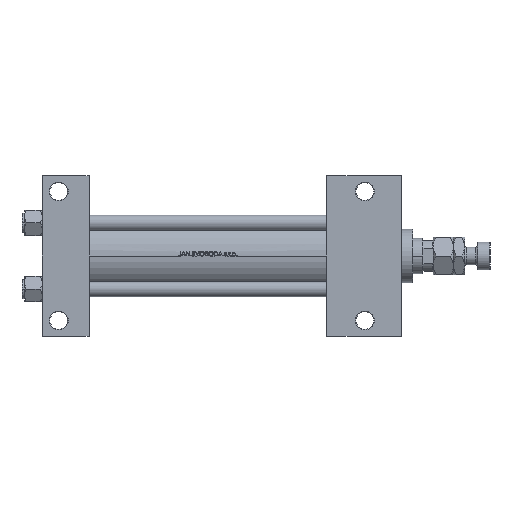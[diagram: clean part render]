
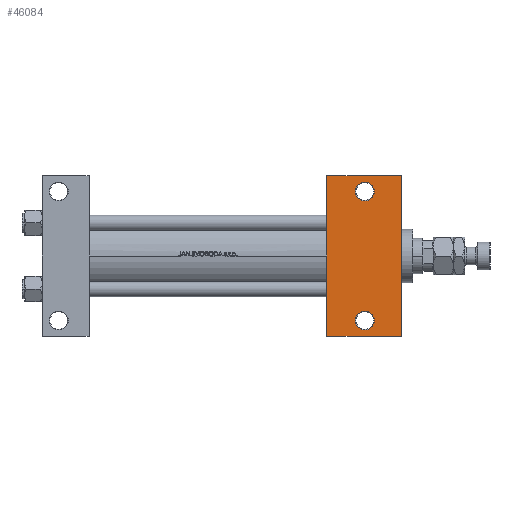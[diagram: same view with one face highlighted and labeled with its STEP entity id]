
A CAD part, front view. The second image highlights one B-rep face of the part: STEP entity #46084.
In plain terms, the highlighted face is planar.
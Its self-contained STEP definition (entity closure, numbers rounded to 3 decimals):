
#1047 = DIRECTION ( 'NONE',  ( 0., 0., 1. ) ) ;
#1097 = VECTOR ( 'NONE', #50795, 1000. ) ;
#1283 = CARTESIAN_POINT ( 'NONE',  ( 284., -63.5, -37.5 ) ) ;
#1552 = CARTESIAN_POINT ( 'NONE',  ( 255., 51., -37.5 ) ) ;
#4860 = DIRECTION ( 'NONE',  ( 0., -1., 0. ) ) ;
#5066 = AXIS2_PLACEMENT_3D ( 'NONE', #6819, #41717, #40954 ) ;
#5140 = CIRCLE ( 'NONE', #50284, 7.5 ) ;
#5243 = VERTEX_POINT ( 'NONE', #34339 ) ;
#6164 = EDGE_LOOP ( 'NONE', ( #35923, #37053, #17649, #35316 ) ) ;
#6167 = DIRECTION ( 'NONE',  ( 0., 0., 1. ) ) ;
#6788 = VERTEX_POINT ( 'NONE', #33730 ) ;
#6819 = CARTESIAN_POINT ( 'NONE',  ( 255., -51., -37.5 ) ) ;
#8037 = EDGE_CURVE ( 'NONE', #45927, #36186, #19470, .T. ) ;
#8753 = CARTESIAN_POINT ( 'NONE',  ( 225., -63.5, -37.5 ) ) ;
#9163 = ORIENTED_EDGE ( 'NONE', *, *, #26690, .T. ) ;
#9448 = ORIENTED_EDGE ( 'NONE', *, *, #49948, .T. ) ;
#9777 = CARTESIAN_POINT ( 'NONE',  ( 262.5, 51., -37.5 ) ) ;
#9985 = CARTESIAN_POINT ( 'NONE',  ( 247.5, -51., -37.5 ) ) ;
#10061 = EDGE_CURVE ( 'NONE', #6788, #5243, #40007, .T. ) ;
#10180 = VERTEX_POINT ( 'NONE', #9985 ) ;
#11450 = AXIS2_PLACEMENT_3D ( 'NONE', #43722, #16019, #12663 ) ;
#12663 = DIRECTION ( 'NONE',  ( -1., 0., 0. ) ) ;
#12865 = LINE ( 'NONE', #8753, #41417 ) ;
#12909 = FACE_OUTER_BOUND ( 'NONE', #6164, .T. ) ;
#13091 = CARTESIAN_POINT ( 'NONE',  ( 255., 51., -37.5 ) ) ;
#14874 = CIRCLE ( 'NONE', #19789, 7.5 ) ;
#16019 = DIRECTION ( 'NONE',  ( 0., 0., -1. ) ) ;
#16357 = CARTESIAN_POINT ( 'NONE',  ( 225., 63.5, -37.5 ) ) ;
#16566 = ORIENTED_EDGE ( 'NONE', *, *, #29306, .T. ) ;
#16629 = EDGE_LOOP ( 'NONE', ( #16566, #9163 ) ) ;
#17642 = EDGE_LOOP ( 'NONE', ( #29157, #9448 ) ) ;
#17649 = ORIENTED_EDGE ( 'NONE', *, *, #8037, .T. ) ;
#18133 = VECTOR ( 'NONE', #50038, 1000. ) ;
#19470 = LINE ( 'NONE', #50546, #18133 ) ;
#19789 = AXIS2_PLACEMENT_3D ( 'NONE', #1552, #1047, #47514 ) ;
#21304 = VERTEX_POINT ( 'NONE', #36686 ) ;
#24386 = DIRECTION ( 'NONE',  ( -1., 0., 0. ) ) ;
#25648 = DIRECTION ( 'NONE',  ( -1., 0., 0. ) ) ;
#26385 = VECTOR ( 'NONE', #4860, 1000. ) ;
#26690 = EDGE_CURVE ( 'NONE', #29497, #10180, #41165, .T. ) ;
#27161 = LINE ( 'NONE', #16357, #1097 ) ;
#28345 = EDGE_CURVE ( 'NONE', #21304, #34935, #41239, .T. ) ;
#29157 = ORIENTED_EDGE ( 'NONE', *, *, #28345, .T. ) ;
#29306 = EDGE_CURVE ( 'NONE', #10180, #29497, #5140, .T. ) ;
#29497 = VERTEX_POINT ( 'NONE', #39239 ) ;
#30877 = EDGE_CURVE ( 'NONE', #6788, #45927, #27161, .T. ) ;
#31802 = CARTESIAN_POINT ( 'NONE',  ( 225., 37.5, -37.5 ) ) ;
#32162 = PLANE ( 'NONE',  #11450 ) ;
#33730 = CARTESIAN_POINT ( 'NONE',  ( 225., 63.5, -37.5 ) ) ;
#34070 = EDGE_CURVE ( 'NONE', #36186, #5243, #12865, .T. ) ;
#34339 = CARTESIAN_POINT ( 'NONE',  ( 225., -63.5, -37.5 ) ) ;
#34935 = VERTEX_POINT ( 'NONE', #9777 ) ;
#35316 = ORIENTED_EDGE ( 'NONE', *, *, #34070, .T. ) ;
#35521 = FACE_BOUND ( 'NONE', #16629, .T. ) ;
#35923 = ORIENTED_EDGE ( 'NONE', *, *, #10061, .F. ) ;
#36000 = CARTESIAN_POINT ( 'NONE',  ( 284., 63.5, -37.5 ) ) ;
#36186 = VERTEX_POINT ( 'NONE', #1283 ) ;
#36686 = CARTESIAN_POINT ( 'NONE',  ( 247.5, 51., -37.5 ) ) ;
#37053 = ORIENTED_EDGE ( 'NONE', *, *, #30877, .T. ) ;
#39239 = CARTESIAN_POINT ( 'NONE',  ( 262.5, -51., -37.5 ) ) ;
#40007 = LINE ( 'NONE', #31802, #26385 ) ;
#40954 = DIRECTION ( 'NONE',  ( -1., 0., 0. ) ) ;
#41165 = CIRCLE ( 'NONE', #5066, 7.5 ) ;
#41239 = CIRCLE ( 'NONE', #42053, 7.5 ) ;
#41328 = CARTESIAN_POINT ( 'NONE',  ( 255., -51., -37.5 ) ) ;
#41417 = VECTOR ( 'NONE', #24386, 1000. ) ;
#41717 = DIRECTION ( 'NONE',  ( 0., 0., 1. ) ) ;
#42053 = AXIS2_PLACEMENT_3D ( 'NONE', #13091, #44916, #44407 ) ;
#43722 = CARTESIAN_POINT ( 'NONE',  ( 284., 37.5, -37.5 ) ) ;
#44220 = FACE_BOUND ( 'NONE', #17642, .T. ) ;
#44407 = DIRECTION ( 'NONE',  ( -1., 0., 0. ) ) ;
#44916 = DIRECTION ( 'NONE',  ( 0., 0., 1. ) ) ;
#45927 = VERTEX_POINT ( 'NONE', #36000 ) ;
#46084 = ADVANCED_FACE ( 'NONE', ( #44220, #35521, #12909 ), #32162, .T. ) ;
#47514 = DIRECTION ( 'NONE',  ( -1., 0., 0. ) ) ;
#49948 = EDGE_CURVE ( 'NONE', #34935, #21304, #14874, .T. ) ;
#50038 = DIRECTION ( 'NONE',  ( 0., -1., 0. ) ) ;
#50284 = AXIS2_PLACEMENT_3D ( 'NONE', #41328, #6167, #25648 ) ;
#50546 = CARTESIAN_POINT ( 'NONE',  ( 284., 37.5, -37.5 ) ) ;
#50795 = DIRECTION ( 'NONE',  ( 1., 0., 0. ) ) ;
